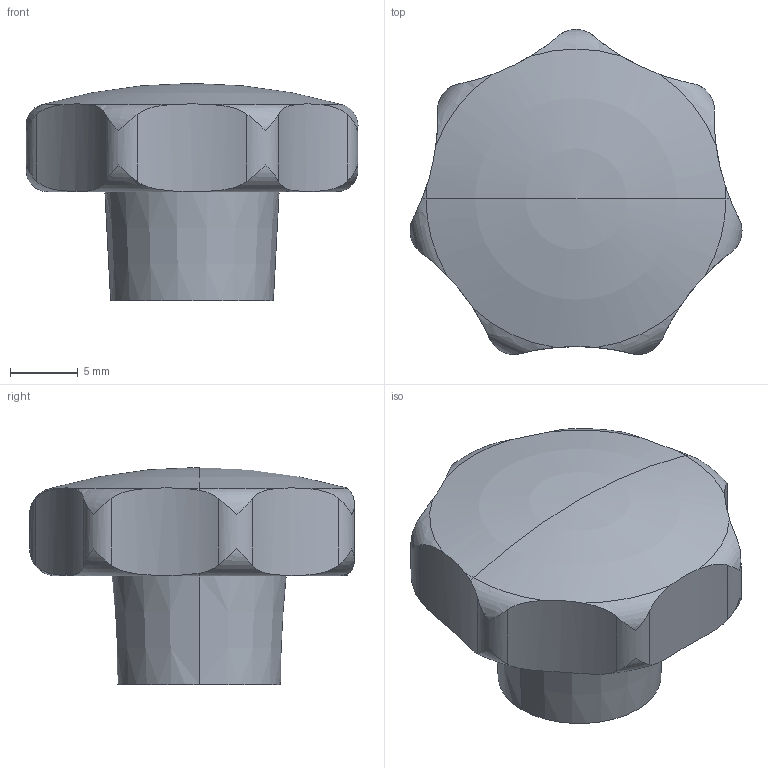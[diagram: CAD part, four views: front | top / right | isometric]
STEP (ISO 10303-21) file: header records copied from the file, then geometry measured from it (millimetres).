
FILE_DESCRIPTION(('STEP AP214'),'1');
FILE_NAME('HALDERN_EH_24670_1225.stp','2017-08-10T07:43:32',('TraceParts'),('TraceParts S.A.'),'Spatial InterOp 3D',' ',' ');
FILE_SCHEMA(('automotive_design'));
Length unit declared in the file: millimetre
Products named in the file (1): HALDERN_EH_24670_1225
Bounding box: 24.47 x 23.96 x 16 mm (x, y, z)
Volume: 3770.8 mm3; surface area: 1745.7 mm2
Topology: 1 solids, 1 shells, 38 faces, 116 edges, 78 vertices
Faces by surface type: cylinder 17, torus 11, cone 6, sphere 2, plane 2
Entity records: 1971 total; most frequent: CARTESIAN_POINT 707, ORIENTED_EDGE 224, DIRECTION 159, EDGE_CURVE 112, VERTEX_POINT 78, AXIS2_PLACEMENT_3D 68, B_SPLINE_CURVE_WITH_KNOTS 60, EDGE_LOOP 40
